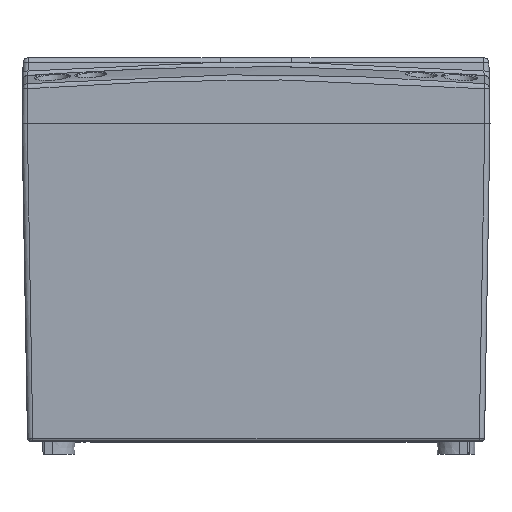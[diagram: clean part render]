
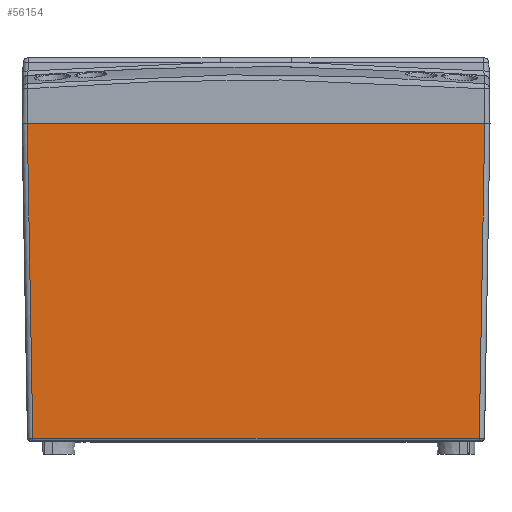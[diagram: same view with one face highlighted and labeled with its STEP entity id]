
A CAD part, left-side view. The second image highlights one B-rep face of the part: STEP entity #56154.
In plain terms, the highlighted planar face has unit normal (-1, 0, -0.018).
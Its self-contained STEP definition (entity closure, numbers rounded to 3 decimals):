
#3181 = DIRECTION ( 'NONE',  ( 0.017, -0.017, -1. ) ) ;
#9471 = CARTESIAN_POINT ( 'NONE',  ( -177.923, -84.423, -119.017 ) ) ;
#12673 = VERTEX_POINT ( 'NONE', #41057 ) ;
#18736 = AXIS2_PLACEMENT_3D ( 'NONE', #26421, #26753, #79019 ) ;
#19218 = PLANE ( 'NONE',  #18736 ) ;
#22841 = CARTESIAN_POINT ( 'NONE',  ( -179.947, -86.447, -3.053 ) ) ;
#24243 = LINE ( 'NONE', #77497, #79195 ) ;
#26421 = CARTESIAN_POINT ( 'NONE',  ( -180., 88.5, 0. ) ) ;
#26753 = DIRECTION ( 'NONE',  ( -1., 0., -0.017 ) ) ;
#28699 = LINE ( 'NONE', #68398, #70736 ) ;
#30355 = DIRECTION ( 'NONE',  ( -0.017, -0.017, 1. ) ) ;
#41057 = CARTESIAN_POINT ( 'NONE',  ( -180., 86.5, 0. ) ) ;
#41806 = CARTESIAN_POINT ( 'NONE',  ( -177.923, 84.423, -119.017 ) ) ;
#45899 = DIRECTION ( 'NONE',  ( 0., -1., 0. ) ) ;
#46000 = ORIENTED_EDGE ( 'NONE', *, *, #65176, .T. ) ;
#46257 = DIRECTION ( 'NONE',  ( 0., -1., 0. ) ) ;
#46268 = EDGE_LOOP ( 'NONE', ( #81611, #46000, #54831, #94896 ) ) ;
#46838 = VERTEX_POINT ( 'NONE', #41806 ) ;
#47796 = VERTEX_POINT ( 'NONE', #56256 ) ;
#54084 = VECTOR ( 'NONE', #46257, 1000. ) ;
#54831 = ORIENTED_EDGE ( 'NONE', *, *, #67143, .T. ) ;
#56154 = ADVANCED_FACE ( 'NONE', ( #77060 ), #19218, .T. ) ;
#56256 = CARTESIAN_POINT ( 'NONE',  ( -180., -86.5, 0. ) ) ;
#63427 = EDGE_CURVE ( 'NONE', #12673, #47796, #91637, .T. ) ;
#65176 = EDGE_CURVE ( 'NONE', #46838, #91723, #28699, .T. ) ;
#67143 = EDGE_CURVE ( 'NONE', #91723, #47796, #76507, .T. ) ;
#68398 = CARTESIAN_POINT ( 'NONE',  ( -177.923, -84.406, -119.017 ) ) ;
#70736 = VECTOR ( 'NONE', #45899, 1000. ) ;
#76507 = LINE ( 'NONE', #22841, #94189 ) ;
#77060 = FACE_OUTER_BOUND ( 'NONE', #46268, .T. ) ;
#77497 = CARTESIAN_POINT ( 'NONE',  ( -180.001, 86.501, 0.035 ) ) ;
#79019 = DIRECTION ( 'NONE',  ( -0.017, 0., 1. ) ) ;
#79195 = VECTOR ( 'NONE', #3181, 1000. ) ;
#81611 = ORIENTED_EDGE ( 'NONE', *, *, #94773, .T. ) ;
#91157 = CARTESIAN_POINT ( 'NONE',  ( -180., 88.5, 0. ) ) ;
#91637 = LINE ( 'NONE', #91157, #54084 ) ;
#91723 = VERTEX_POINT ( 'NONE', #9471 ) ;
#94189 = VECTOR ( 'NONE', #30355, 1000. ) ;
#94773 = EDGE_CURVE ( 'NONE', #12673, #46838, #24243, .T. ) ;
#94896 = ORIENTED_EDGE ( 'NONE', *, *, #63427, .F. ) ;
